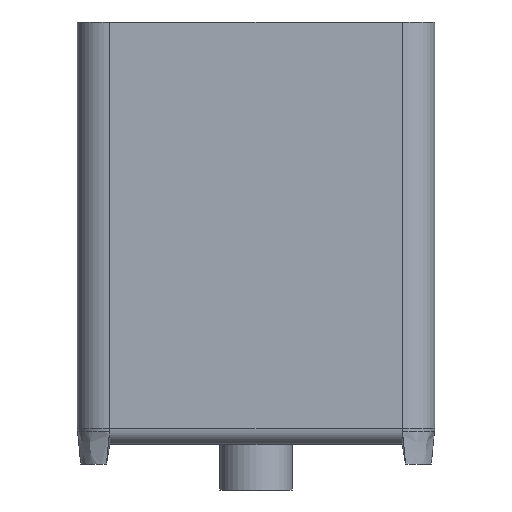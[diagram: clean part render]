
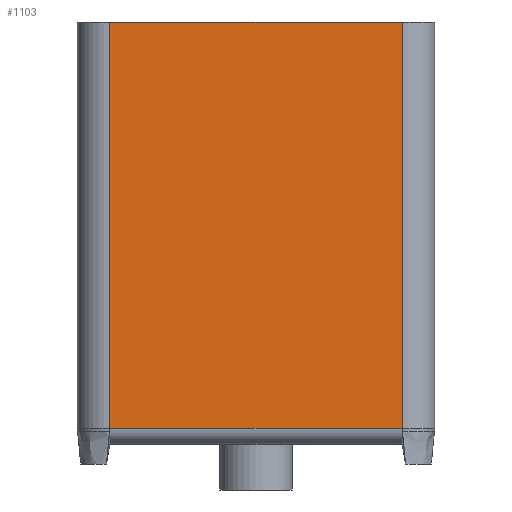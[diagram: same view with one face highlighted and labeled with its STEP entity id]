
A CAD part, front view. The second image highlights one B-rep face of the part: STEP entity #1103.
In plain terms, the highlighted planar face has unit normal (0, -1, 0).
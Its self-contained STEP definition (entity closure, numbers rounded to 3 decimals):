
#95=PLANE('',#1216);
#156=FACE_OUTER_BOUND('',#225,.T.);
#225=EDGE_LOOP('',(#981,#982,#983,#984));
#292=LINE('',#3156,#361);
#293=LINE('',#3169,#362);
#295=LINE('',#3175,#364);
#296=LINE('',#3176,#365);
#361=VECTOR('',#1460,10.);
#362=VECTOR('',#1465,10.);
#364=VECTOR('',#1471,10.);
#365=VECTOR('',#1472,10.);
#528=VERTEX_POINT('',#3150);
#529=VERTEX_POINT('',#3154);
#530=VERTEX_POINT('',#3168);
#532=VERTEX_POINT('',#3174);
#683=EDGE_CURVE('',#529,#528,#292,.T.);
#685=EDGE_CURVE('',#528,#530,#293,.T.);
#688=EDGE_CURVE('',#529,#532,#295,.T.);
#689=EDGE_CURVE('',#530,#532,#296,.T.);
#981=ORIENTED_EDGE('',*,*,#683,.F.);
#982=ORIENTED_EDGE('',*,*,#688,.T.);
#983=ORIENTED_EDGE('',*,*,#689,.F.);
#984=ORIENTED_EDGE('',*,*,#685,.F.);
#1103=ADVANCED_FACE('',(#156),#95,.T.);
#1216=AXIS2_PLACEMENT_3D('',#3173,#1469,#1470);
#1460=DIRECTION('',(-1.,0.,0.));
#1465=DIRECTION('',(0.,0.,1.));
#1469=DIRECTION('center_axis',(0.,-1.,0.));
#1470=DIRECTION('ref_axis',(1.,0.,0.));
#1471=DIRECTION('',(0.,0.,1.));
#1472=DIRECTION('',(1.,0.,0.));
#3150=CARTESIAN_POINT('',(10.,0.,5.));
#3154=CARTESIAN_POINT('',(100.,0.,5.));
#3156=CARTESIAN_POINT('',(32.5,0.,5.));
#3168=CARTESIAN_POINT('',(10.,0.,130.));
#3169=CARTESIAN_POINT('',(10.,0.,0.));
#3173=CARTESIAN_POINT('Origin',(10.,0.,0.));
#3174=CARTESIAN_POINT('',(100.,0.,130.));
#3175=CARTESIAN_POINT('',(100.,0.,0.));
#3176=CARTESIAN_POINT('',(10.,0.,130.));
